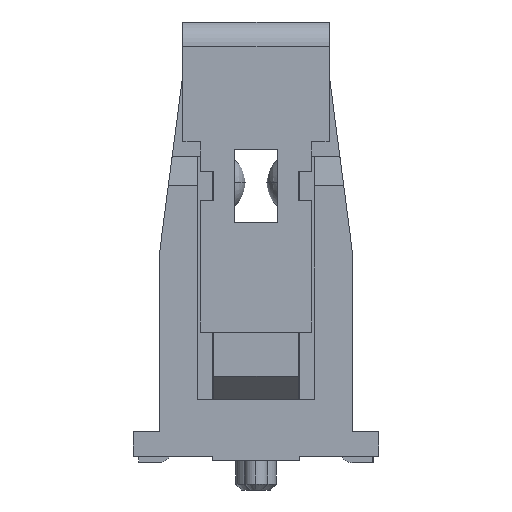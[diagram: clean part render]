
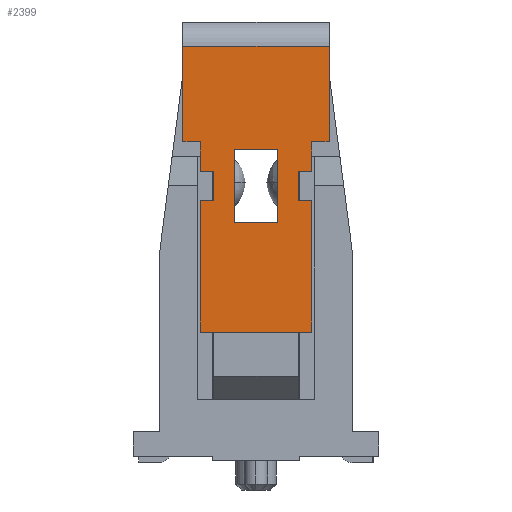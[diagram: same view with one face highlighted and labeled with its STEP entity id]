
A CAD part, left-side view. The second image highlights one B-rep face of the part: STEP entity #2399.
In plain terms, the highlighted planar face has unit normal (-1, 0, 0).
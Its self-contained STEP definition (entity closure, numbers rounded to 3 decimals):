
#2399=ADVANCED_FACE('',(#7330,#7331),#7332,.T.);
#7330=FACE_OUTER_BOUND('',#12267,.T.);
#7331=FACE_BOUND('',#12268,.T.);
#7332=PLANE('',#12269);
#12267=EDGE_LOOP('',(#31369,#31370,#31371,#31372,#31373,#31374,#31375,#31376,#31377,#31378,#31379,#31380,#31381,#31382,#31383,#31384));
#12268=EDGE_LOOP('',(#31385,#31386,#31387,#31388));
#12269=AXIS2_PLACEMENT_3D('',#31389,#31390,#31391);
#31369=ORIENTED_EDGE('',*,*,#37478,.F.);
#31370=ORIENTED_EDGE('',*,*,#37474,.F.);
#31371=ORIENTED_EDGE('',*,*,#37447,.F.);
#31372=ORIENTED_EDGE('',*,*,#37446,.F.);
#31373=ORIENTED_EDGE('',*,*,#37443,.F.);
#31374=ORIENTED_EDGE('',*,*,#37441,.F.);
#31375=ORIENTED_EDGE('',*,*,#37438,.F.);
#31376=ORIENTED_EDGE('',*,*,#37435,.F.);
#31377=ORIENTED_EDGE('',*,*,#37433,.T.);
#31378=ORIENTED_EDGE('',*,*,#37432,.F.);
#31379=ORIENTED_EDGE('',*,*,#37429,.F.);
#31380=ORIENTED_EDGE('',*,*,#37426,.F.);
#31381=ORIENTED_EDGE('',*,*,#37423,.T.);
#31382=ORIENTED_EDGE('',*,*,#37477,.F.);
#31383=ORIENTED_EDGE('',*,*,#37479,.T.);
#31384=ORIENTED_EDGE('',*,*,#37480,.F.);
#31385=ORIENTED_EDGE('',*,*,#37421,.F.);
#31386=ORIENTED_EDGE('',*,*,#37419,.F.);
#31387=ORIENTED_EDGE('',*,*,#37417,.F.);
#31388=ORIENTED_EDGE('',*,*,#37413,.F.);
#31389=CARTESIAN_POINT('',(-39.9,-1.45,-8.8));
#31390=DIRECTION('',(-1.0,0.0,0.0));
#31391=DIRECTION('',(0.0,0.0,1.0));
#37413=EDGE_CURVE('',#47292,#47294,#47295,.T.);
#37417=EDGE_CURVE('',#47294,#47299,#47300,.T.);
#37419=EDGE_CURVE('',#47299,#47302,#47303,.T.);
#37421=EDGE_CURVE('',#47302,#47292,#47305,.T.);
#37423=EDGE_CURVE('',#47308,#47306,#47309,.T.);
#37426=EDGE_CURVE('',#47308,#47311,#47313,.T.);
#37429=EDGE_CURVE('',#47311,#47316,#47317,.T.);
#37432=EDGE_CURVE('',#47316,#47319,#47321,.T.);
#37433=EDGE_CURVE('',#47322,#47319,#47323,.T.);
#37435=EDGE_CURVE('',#47322,#47325,#47326,.T.);
#37438=EDGE_CURVE('',#47325,#47329,#47330,.T.);
#37441=EDGE_CURVE('',#47329,#47332,#47334,.T.);
#37443=EDGE_CURVE('',#47332,#47336,#47337,.T.);
#37446=EDGE_CURVE('',#47336,#47339,#47341,.T.);
#37447=EDGE_CURVE('',#47339,#47342,#47343,.T.);
#37474=EDGE_CURVE('',#47342,#47388,#47389,.T.);
#37477=EDGE_CURVE('',#47391,#47306,#47393,.T.);
#37478=EDGE_CURVE('',#47388,#47394,#47395,.T.);
#37479=EDGE_CURVE('',#47391,#47396,#47397,.T.);
#37480=EDGE_CURVE('',#47394,#47396,#47398,.T.);
#47292=VERTEX_POINT('',#61975);
#47294=VERTEX_POINT('',#61978);
#47295=LINE('',#61979,#61980);
#47299=VERTEX_POINT('',#61987);
#47300=LINE('',#61988,#61989);
#47302=VERTEX_POINT('',#61992);
#47303=LINE('',#61993,#61994);
#47305=LINE('',#61997,#61998);
#47306=VERTEX_POINT('',#61999);
#47308=VERTEX_POINT('',#62002);
#47309=LINE('',#62003,#62004);
#47311=VERTEX_POINT('',#62007);
#47313=LINE('',#62010,#62011);
#47316=VERTEX_POINT('',#62016);
#47317=LINE('',#62017,#62018);
#47319=VERTEX_POINT('',#62021);
#47321=LINE('',#62024,#62025);
#47322=VERTEX_POINT('',#62026);
#47323=LINE('',#62027,#62028);
#47325=VERTEX_POINT('',#62031);
#47326=LINE('',#62032,#62033);
#47329=VERTEX_POINT('',#62038);
#47330=LINE('',#62039,#62040);
#47332=VERTEX_POINT('',#62043);
#47334=LINE('',#62046,#62047);
#47336=VERTEX_POINT('',#62050);
#47337=LINE('',#62051,#62052);
#47339=VERTEX_POINT('',#62055);
#47341=LINE('',#62058,#62059);
#47342=VERTEX_POINT('',#62060);
#47343=LINE('',#62061,#62062);
#47388=VERTEX_POINT('',#62133);
#47389=LINE('',#62134,#62135);
#47391=VERTEX_POINT('',#62138);
#47393=LINE('',#62141,#62142);
#47394=VERTEX_POINT('',#62143);
#47395=LINE('',#62144,#62145);
#47396=VERTEX_POINT('',#62146);
#47397=LINE('',#62147,#62148);
#47398=LINE('',#62149,#62150);
#61975=CARTESIAN_POINT('',(-39.9,0.75,-2.55));
#61978=CARTESIAN_POINT('',(-39.9,0.75,-5.05));
#61979=CARTESIAN_POINT('',(-39.9,0.75,-2.55));
#61980=VECTOR('',#70773,2.5);
#61987=CARTESIAN_POINT('',(-39.9,-0.75,-5.05));
#61988=CARTESIAN_POINT('',(-39.9,0.75,-5.05));
#61989=VECTOR('',#70777,1.5);
#61992=CARTESIAN_POINT('',(-39.9,-0.75,-2.55));
#61993=CARTESIAN_POINT('',(-39.9,-0.75,-5.05));
#61994=VECTOR('',#70779,2.5);
#61997=CARTESIAN_POINT('',(-39.9,-0.75,-2.55));
#61998=VECTOR('',#70781,1.5);
#61999=CARTESIAN_POINT('',(-39.9,-1.9,-2.3));
#62002=CARTESIAN_POINT('',(-39.9,-1.9,-3.3));
#62003=CARTESIAN_POINT('',(-39.9,-1.9,-3.3));
#62004=VECTOR('',#70783,1.0);
#62007=CARTESIAN_POINT('',(-39.9,-1.45,-3.3));
#62010=CARTESIAN_POINT('',(-39.9,-1.9,-3.3));
#62011=VECTOR('',#70786,0.45);
#62016=CARTESIAN_POINT('',(-39.9,-1.45,-4.3));
#62017=CARTESIAN_POINT('',(-39.9,-1.45,-3.3));
#62018=VECTOR('',#70789,1.0);
#62021=CARTESIAN_POINT('',(-39.9,-1.9,-4.3));
#62024=CARTESIAN_POINT('',(-39.9,-1.45,-4.3));
#62025=VECTOR('',#70792,0.45);
#62026=CARTESIAN_POINT('',(-39.9,-1.9,-8.8));
#62027=CARTESIAN_POINT('',(-39.9,-1.9,-8.8));
#62028=VECTOR('',#70793,4.5);
#62031=CARTESIAN_POINT('',(-39.9,1.9,-8.8));
#62032=CARTESIAN_POINT('',(-39.9,-1.9,-8.8));
#62033=VECTOR('',#70795,3.8);
#62038=CARTESIAN_POINT('',(-39.9,1.9,-4.3));
#62039=CARTESIAN_POINT('',(-39.9,1.9,-8.8));
#62040=VECTOR('',#70798,4.5);
#62043=CARTESIAN_POINT('',(-39.9,1.45,-4.3));
#62046=CARTESIAN_POINT('',(-39.9,1.9,-4.3));
#62047=VECTOR('',#70801,0.45);
#62050=CARTESIAN_POINT('',(-39.9,1.45,-3.3));
#62051=CARTESIAN_POINT('',(-39.9,1.45,-4.3));
#62052=VECTOR('',#70803,1.0);
#62055=CARTESIAN_POINT('',(-39.9,1.9,-3.3));
#62058=CARTESIAN_POINT('',(-39.9,1.45,-3.3));
#62059=VECTOR('',#70806,0.45);
#62060=CARTESIAN_POINT('',(-39.9,1.9,-2.3));
#62061=CARTESIAN_POINT('',(-39.9,1.9,-3.3));
#62062=VECTOR('',#70807,1.0);
#62133=CARTESIAN_POINT('',(-39.9,2.5,-2.3));
#62134=CARTESIAN_POINT('',(-39.9,1.9,-2.3));
#62135=VECTOR('',#70834,0.6);
#62138=CARTESIAN_POINT('',(-39.9,-2.5,-2.3));
#62141=CARTESIAN_POINT('',(-39.9,-2.5,-2.3));
#62142=VECTOR('',#70837,0.6);
#62143=CARTESIAN_POINT('',(-39.9,2.5,0.97));
#62144=CARTESIAN_POINT('',(-39.9,2.5,-2.3));
#62145=VECTOR('',#70838,3.27);
#62146=CARTESIAN_POINT('',(-39.9,-2.5,0.97));
#62147=CARTESIAN_POINT('',(-39.9,-2.5,-2.3));
#62148=VECTOR('',#70839,3.27);
#62149=CARTESIAN_POINT('',(-39.9,2.5,0.97));
#62150=VECTOR('',#70840,5.0);
#70773=DIRECTION('',(0.0,0.0,-1.0));
#70777=DIRECTION('',(0.0,-1.0,0.0));
#70779=DIRECTION('',(0.0,0.0,1.0));
#70781=DIRECTION('',(0.0,1.0,0.0));
#70783=DIRECTION('',(0.0,0.0,1.0));
#70786=DIRECTION('',(0.0,1.0,0.0));
#70789=DIRECTION('',(0.0,0.0,-1.0));
#70792=DIRECTION('',(0.0,-1.0,0.0));
#70793=DIRECTION('',(0.0,0.0,1.0));
#70795=DIRECTION('',(0.0,1.0,0.0));
#70798=DIRECTION('',(0.0,0.0,1.0));
#70801=DIRECTION('',(0.0,-1.0,0.0));
#70803=DIRECTION('',(0.0,0.0,1.0));
#70806=DIRECTION('',(0.0,1.0,0.0));
#70807=DIRECTION('',(0.0,0.0,1.0));
#70834=DIRECTION('',(0.0,1.0,0.0));
#70837=DIRECTION('',(0.0,1.0,0.0));
#70838=DIRECTION('',(0.0,0.0,1.0));
#70839=DIRECTION('',(0.0,0.0,1.0));
#70840=DIRECTION('',(0.0,-1.0,0.0));
